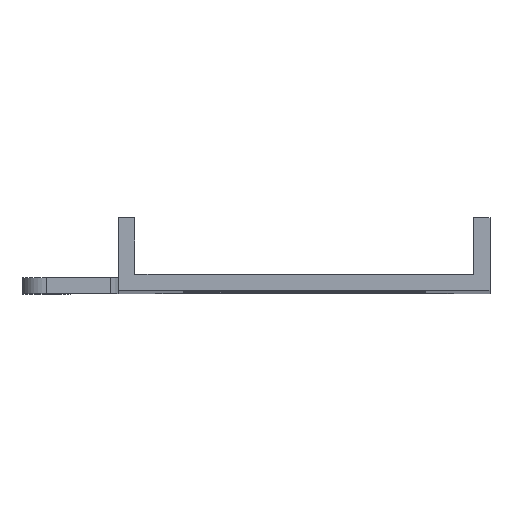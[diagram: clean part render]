
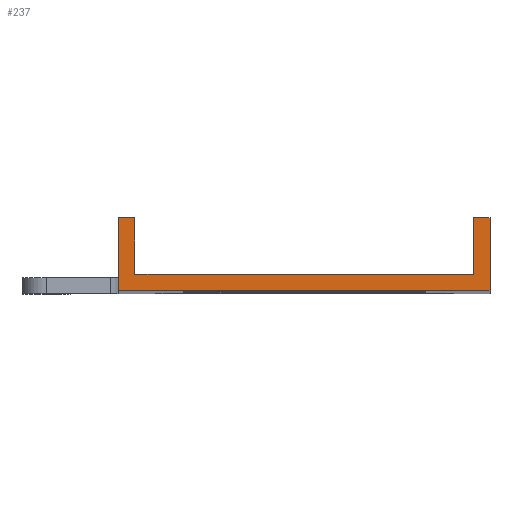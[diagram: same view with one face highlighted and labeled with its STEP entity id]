
A CAD part, top view. The second image highlights one B-rep face of the part: STEP entity #237.
In plain terms, the highlighted planar face has unit normal (0, 0, 1).
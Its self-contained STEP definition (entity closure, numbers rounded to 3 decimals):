
#18 = VECTOR ( 'NONE', #2389, 1000. ) ;
#157 = DIRECTION ( 'NONE',  ( 1., 0., 0. ) ) ;
#163 = CARTESIAN_POINT ( 'NONE',  ( -21., 2., 217. ) ) ;
#168 = LINE ( 'NONE', #1485, #1669 ) ;
#186 = VERTEX_POINT ( 'NONE', #369 ) ;
#236 = ORIENTED_EDGE ( 'NONE', *, *, #1442, .F. ) ;
#237 = ADVANCED_FACE ( 'NONE', ( #1734 ), #2473, .T. ) ;
#263 = AXIS2_PLACEMENT_3D ( 'NONE', #2278, #347, #157 ) ;
#281 = EDGE_CURVE ( 'NONE', #2467, #2137, #988, .T. ) ;
#347 = DIRECTION ( 'NONE',  ( 0., 0., 1. ) ) ;
#369 = CARTESIAN_POINT ( 'NONE',  ( -23., 9., 217. ) ) ;
#460 = CARTESIAN_POINT ( 'NONE',  ( -23., 0., 217. ) ) ;
#525 = DIRECTION ( 'NONE',  ( 1., 0., 0. ) ) ;
#669 = EDGE_LOOP ( 'NONE', ( #720, #863, #2314, #236, #982, #716, #1944, #1723 ) ) ;
#689 = LINE ( 'NONE', #2124, #1577 ) ;
#716 = ORIENTED_EDGE ( 'NONE', *, *, #281, .T. ) ;
#720 = ORIENTED_EDGE ( 'NONE', *, *, #2505, .F. ) ;
#804 = DIRECTION ( 'NONE',  ( 1., 0., 0. ) ) ;
#818 = CARTESIAN_POINT ( 'NONE',  ( -23., 9., 217. ) ) ;
#833 = CARTESIAN_POINT ( 'NONE',  ( 23., 9., 217. ) ) ;
#863 = ORIENTED_EDGE ( 'NONE', *, *, #981, .T. ) ;
#937 = CARTESIAN_POINT ( 'NONE',  ( 21., 2., 217. ) ) ;
#981 = EDGE_CURVE ( 'NONE', #1444, #1541, #1209, .T. ) ;
#982 = ORIENTED_EDGE ( 'NONE', *, *, #997, .T. ) ;
#988 = LINE ( 'NONE', #1757, #1999 ) ;
#997 = EDGE_CURVE ( 'NONE', #1283, #2467, #1010, .T. ) ;
#1010 = LINE ( 'NONE', #1965, #18 ) ;
#1062 = CARTESIAN_POINT ( 'NONE',  ( 21., 9., 217. ) ) ;
#1087 = CARTESIAN_POINT ( 'NONE',  ( -23., 0., 217. ) ) ;
#1209 = LINE ( 'NONE', #1799, #1382 ) ;
#1283 = VERTEX_POINT ( 'NONE', #460 ) ;
#1382 = VECTOR ( 'NONE', #1385, 1000. ) ;
#1385 = DIRECTION ( 'NONE',  ( 0., 1., 0. ) ) ;
#1436 = VERTEX_POINT ( 'NONE', #937 ) ;
#1442 = EDGE_CURVE ( 'NONE', #1283, #186, #2054, .T. ) ;
#1444 = VERTEX_POINT ( 'NONE', #163 ) ;
#1454 = VECTOR ( 'NONE', #2131, 1000. ) ;
#1485 = CARTESIAN_POINT ( 'NONE',  ( -21., 2., 217. ) ) ;
#1498 = CARTESIAN_POINT ( 'NONE',  ( 23., 0., 217. ) ) ;
#1541 = VERTEX_POINT ( 'NONE', #1917 ) ;
#1547 = LINE ( 'NONE', #2491, #1454 ) ;
#1557 = DIRECTION ( 'NONE',  ( 0., 1., 0. ) ) ;
#1577 = VECTOR ( 'NONE', #1859, 1000. ) ;
#1669 = VECTOR ( 'NONE', #525, 1000. ) ;
#1723 = ORIENTED_EDGE ( 'NONE', *, *, #1939, .F. ) ;
#1734 = FACE_OUTER_BOUND ( 'NONE', #669, .T. ) ;
#1757 = CARTESIAN_POINT ( 'NONE',  ( 23., 0., 217. ) ) ;
#1799 = CARTESIAN_POINT ( 'NONE',  ( -21., 0., 217. ) ) ;
#1859 = DIRECTION ( 'NONE',  ( 1., 0., 0. ) ) ;
#1917 = CARTESIAN_POINT ( 'NONE',  ( -21., 9., 217. ) ) ;
#1930 = VECTOR ( 'NONE', #2490, 1000. ) ;
#1939 = EDGE_CURVE ( 'NONE', #1436, #2257, #1547, .T. ) ;
#1944 = ORIENTED_EDGE ( 'NONE', *, *, #2071, .F. ) ;
#1965 = CARTESIAN_POINT ( 'NONE',  ( -21., 0., 217. ) ) ;
#1999 = VECTOR ( 'NONE', #1557, 1000. ) ;
#2015 = LINE ( 'NONE', #818, #2027 ) ;
#2027 = VECTOR ( 'NONE', #804, 1000. ) ;
#2054 = LINE ( 'NONE', #1087, #1930 ) ;
#2071 = EDGE_CURVE ( 'NONE', #2257, #2137, #689, .T. ) ;
#2124 = CARTESIAN_POINT ( 'NONE',  ( 23., 9., 217. ) ) ;
#2131 = DIRECTION ( 'NONE',  ( 0., 1., 0. ) ) ;
#2137 = VERTEX_POINT ( 'NONE', #833 ) ;
#2196 = EDGE_CURVE ( 'NONE', #186, #1541, #2015, .T. ) ;
#2257 = VERTEX_POINT ( 'NONE', #1062 ) ;
#2278 = CARTESIAN_POINT ( 'NONE',  ( -21., 0., 217. ) ) ;
#2314 = ORIENTED_EDGE ( 'NONE', *, *, #2196, .F. ) ;
#2389 = DIRECTION ( 'NONE',  ( 1., 0., 0. ) ) ;
#2467 = VERTEX_POINT ( 'NONE', #1498 ) ;
#2473 = PLANE ( 'NONE',  #263 ) ;
#2490 = DIRECTION ( 'NONE',  ( 0., 1., 0. ) ) ;
#2491 = CARTESIAN_POINT ( 'NONE',  ( 21., 0., 217. ) ) ;
#2505 = EDGE_CURVE ( 'NONE', #1444, #1436, #168, .T. ) ;
